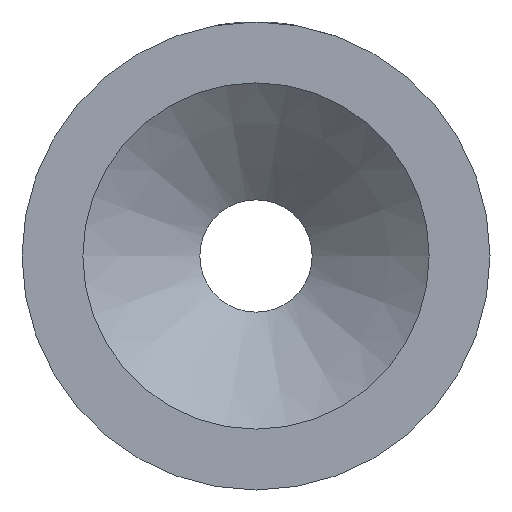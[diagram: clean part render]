
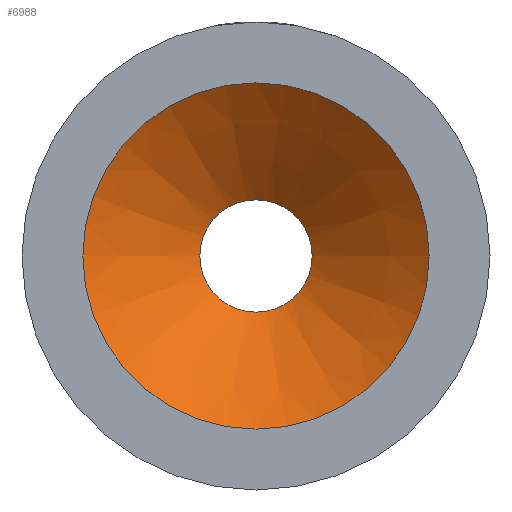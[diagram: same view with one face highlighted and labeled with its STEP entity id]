
A CAD part, left-side view. The second image highlights one B-rep face of the part: STEP entity #6988.
In plain terms, the highlighted conical face has half-angle 52.189 degrees and reference radius 3.111 mm.
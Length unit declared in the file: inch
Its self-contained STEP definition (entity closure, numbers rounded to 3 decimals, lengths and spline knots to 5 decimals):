
#14=CONICAL_SURFACE('',#7360,0.1225,52.189);
#100=FACE_BOUND('',#1252,.T.);
#827=FACE_OUTER_BOUND('',#1251,.T.);
#1251=EDGE_LOOP('',(#6532));
#1252=EDGE_LOOP('',(#6533));
#2359=CIRCLE('',#7359,0.06);
#2360=CIRCLE('',#7361,0.185);
#3429=VERTEX_POINT('',#15512);
#3430=VERTEX_POINT('',#15515);
#4466=EDGE_CURVE('',#3429,#3429,#2359,.T.);
#4467=EDGE_CURVE('',#3430,#3430,#2360,.T.);
#6532=ORIENTED_EDGE('',*,*,#4467,.F.);
#6533=ORIENTED_EDGE('',*,*,#4466,.T.);
#6988=ADVANCED_FACE('',(#827,#100),#14,.F.);
#7359=AXIS2_PLACEMENT_3D('',#15513,#8583,#8584);
#7360=AXIS2_PLACEMENT_3D('',#15514,#8585,#8586);
#7361=AXIS2_PLACEMENT_3D('',#15516,#8587,#8588);
#8583=DIRECTION('center_axis',(1.,0.,0.));
#8584=DIRECTION('ref_axis',(0.,0.,-1.));
#8585=DIRECTION('center_axis',(-1.,0.,0.));
#8586=DIRECTION('ref_axis',(0.,1.,0.));
#8587=DIRECTION('center_axis',(1.,0.,0.));
#8588=DIRECTION('ref_axis',(0.,0.,-1.));
#15512=CARTESIAN_POINT('',(0.48016,0.06,0.));
#15513=CARTESIAN_POINT('Origin',(0.48016,0.,0.));
#15514=CARTESIAN_POINT('Origin',(0.43166,0.,0.));
#15515=CARTESIAN_POINT('',(0.38316,0.185,0.));
#15516=CARTESIAN_POINT('Origin',(0.38316,0.,0.));
